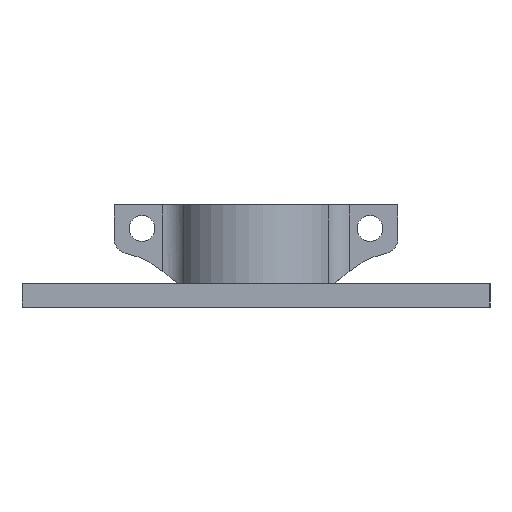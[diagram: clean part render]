
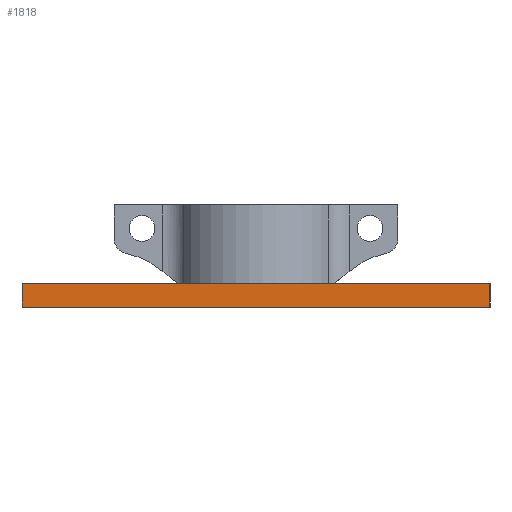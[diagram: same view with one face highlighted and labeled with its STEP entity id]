
A CAD part, left-side view. The second image highlights one B-rep face of the part: STEP entity #1818.
In plain terms, the highlighted planar face has unit normal (-1, 0, 0).
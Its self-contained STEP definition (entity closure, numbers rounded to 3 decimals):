
#90=PLANE('',#2036);
#178=FACE_OUTER_BOUND('',#296,.T.);
#296=EDGE_LOOP('',(#1665,#1666,#1667,#1668));
#317=LINE('',#2636,#469);
#456=LINE('',#3124,#608);
#459=LINE('',#3131,#611);
#461=LINE('',#3134,#613);
#469=VECTOR('',#2071,10.);
#608=VECTOR('',#2582,10.);
#611=VECTOR('',#2589,10.);
#613=VECTOR('',#2593,10.);
#726=VERTEX_POINT('',#2633);
#727=VERTEX_POINT('',#2635);
#889=VERTEX_POINT('',#3121);
#890=VERTEX_POINT('',#3123);
#903=EDGE_CURVE('',#727,#726,#317,.T.);
#1147=EDGE_CURVE('',#890,#889,#456,.T.);
#1151=EDGE_CURVE('',#726,#890,#459,.T.);
#1153=EDGE_CURVE('',#889,#727,#461,.T.);
#1665=ORIENTED_EDGE('',*,*,#1147,.T.);
#1666=ORIENTED_EDGE('',*,*,#1153,.T.);
#1667=ORIENTED_EDGE('',*,*,#903,.T.);
#1668=ORIENTED_EDGE('',*,*,#1151,.T.);
#1818=ADVANCED_FACE('',(#178),#90,.F.);
#2036=AXIS2_PLACEMENT_3D('',#3133,#2591,#2592);
#2071=DIRECTION('',(0.,1.,0.));
#2582=DIRECTION('',(0.,-1.,0.));
#2589=DIRECTION('',(0.,0.,-1.));
#2591=DIRECTION('center_axis',(1.,0.,0.));
#2592=DIRECTION('ref_axis',(0.,1.,0.));
#2593=DIRECTION('',(0.,0.,1.));
#2633=CARTESIAN_POINT('',(-128.864,28.63,240.289));
#2635=CARTESIAN_POINT('',(-128.864,-30.871,240.289));
#2636=CARTESIAN_POINT('',(-128.864,48.63,240.289));
#3121=CARTESIAN_POINT('',(-128.864,-30.871,237.289));
#3123=CARTESIAN_POINT('',(-128.864,28.63,237.289));
#3124=CARTESIAN_POINT('',(-128.864,-1.12,237.289));
#3131=CARTESIAN_POINT('',(-128.864,28.63,209.337));
#3133=CARTESIAN_POINT('Origin',(-128.864,-1.12,225.801));
#3134=CARTESIAN_POINT('',(-128.864,-30.871,218.524));
